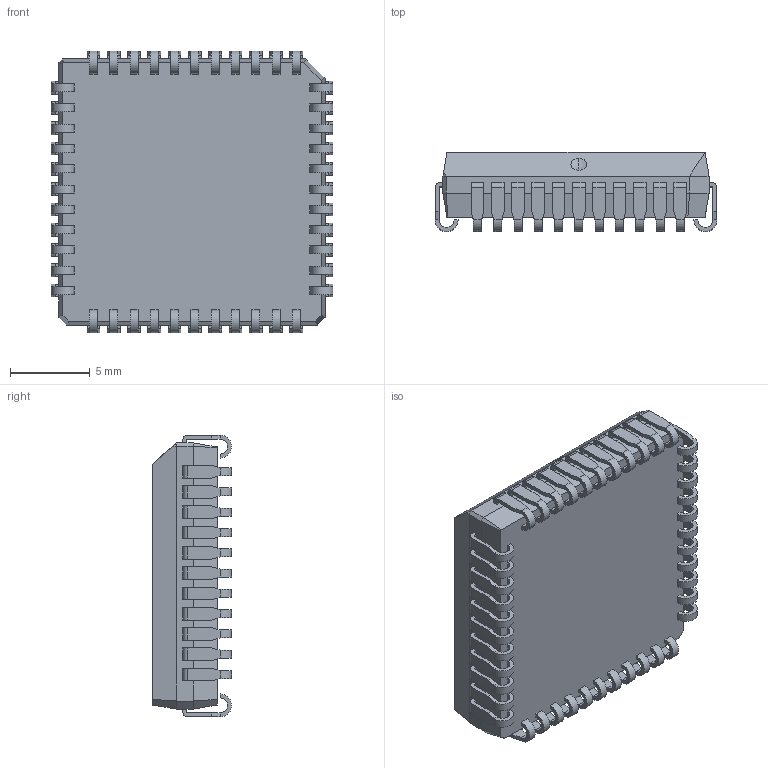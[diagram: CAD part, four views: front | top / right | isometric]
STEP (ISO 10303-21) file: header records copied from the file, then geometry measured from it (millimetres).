
FILE_DESCRIPTION((''),'2;1');
FILE_NAME('PLCC44_P1-27_L16-66_W16-66','2019-02-14T',('Dragos'),(''),'PRO/ENGINEER BY PARAMETRIC TECHNOLOGY CORPORATION, 2004440','PRO/ENGINEER BY PARAMETRIC TECHNOLOGY CORPORATION, 2004440','');
FILE_SCHEMA(('AUTOMOTIVE_DESIGN { 1 0 10303 214 1 1 1 1 }'));
Length unit declared in the file: millimetre
Products named in the file (1): PLCC44_P1-27_L16-66_W16-66
Bounding box: 17.65 x 4.96 x 17.65 mm (x, y, z)
Volume: 1117.1 mm3; surface area: 1122.3 mm2
Topology: 1 solids, 1 shells, 840 faces, 2161 edges, 1378 vertices
Faces by surface type: plane 662, cylinder 176, sphere 2
Entity records: 31966 total; most frequent: CARTESIAN_POINT 4375, ORIENTED_EDGE 4314, DIRECTION 4197, PRESENTATION_STYLE_ASSIGNMENT 2192, STYLED_ITEM 2161, CURVE_STYLE 2160, EDGE_CURVE 2157, VECTOR 1803
